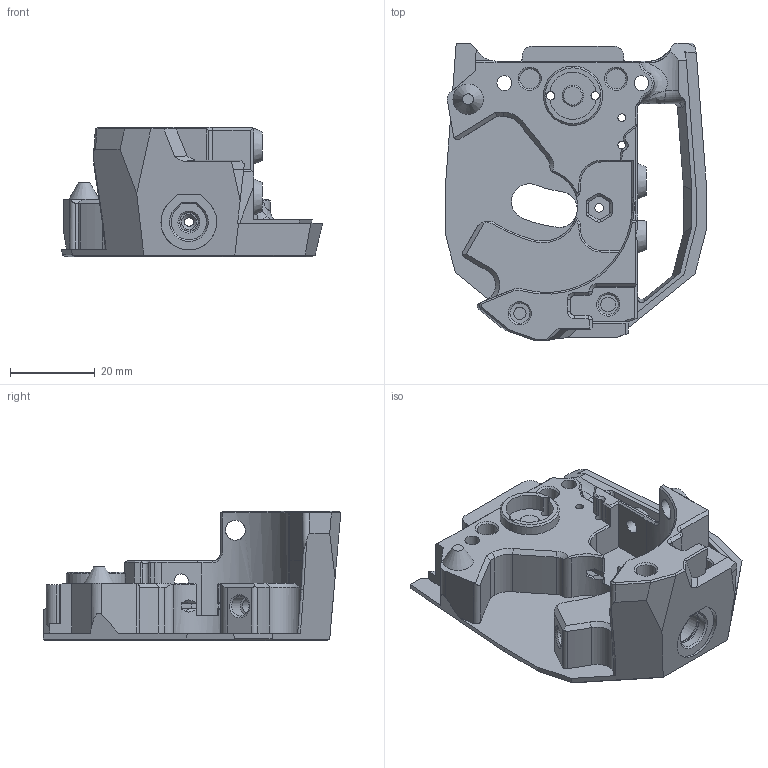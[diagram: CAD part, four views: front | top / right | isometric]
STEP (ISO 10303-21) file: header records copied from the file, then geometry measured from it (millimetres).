
FILE_DESCRIPTION(/* description */ (''),/* implementation_level */ '2;1');
FILE_NAME(/* name */ 'Filametrix for G2E - Twinsor - Hexpocalypse.step',/* time_stamp */ '2024-01-11T11:00:42-06:00',/* author */ (''),/* organization */ (''),/* preprocessor_version */ 'ST-DEVELOPER v20',/* originating_system */ 'Autodesk Translation Framework v12.14.0.127',/* authorisation */ '');
FILE_SCHEMA (('AUTOMOTIVE_DESIGN { 1 0 10303 214 3 1 1 }'));
Length unit declared in the file: millimetre
Products named in the file (3): (Unsaved); Front Body and Switches^Filametrix for G2E - Twinsor; Front Body
Assembly tree (2 placements, depth 3):
  (Unsaved)
    Front Body and Switches^Filametrix for G2E - Twinsor
      Front Body
Bounding box: 61.78 x 70.3 x 30.6 mm (x, y, z)
Volume: 31378 mm3; surface area: 17000.3 mm2
Topology: 1 solids, 1 shells, 1168 faces, 3207 edges, 2085 vertices
Faces by surface type: plane 512, bspline 458, cylinder 117, cone 70, sphere 6, torus 5
Full cylindrical faces by diameter (mm): 1.8 x4, 2 x3, 2.9 x1, 3.3 x1, 3.5 x3, 4 x2, 4.699 x1, 4.7 x8, 5 x1, 5.997 x1, 6 x1, 14 x1
Entity records: 43852 total; most frequent: CARTESIAN_POINT 17049, ORIENTED_EDGE 6404, DIRECTION 4085, EDGE_CURVE 3202, VERTEX_POINT 2085, LINE 1781, VECTOR 1781, EDGE_LOOP 1251
